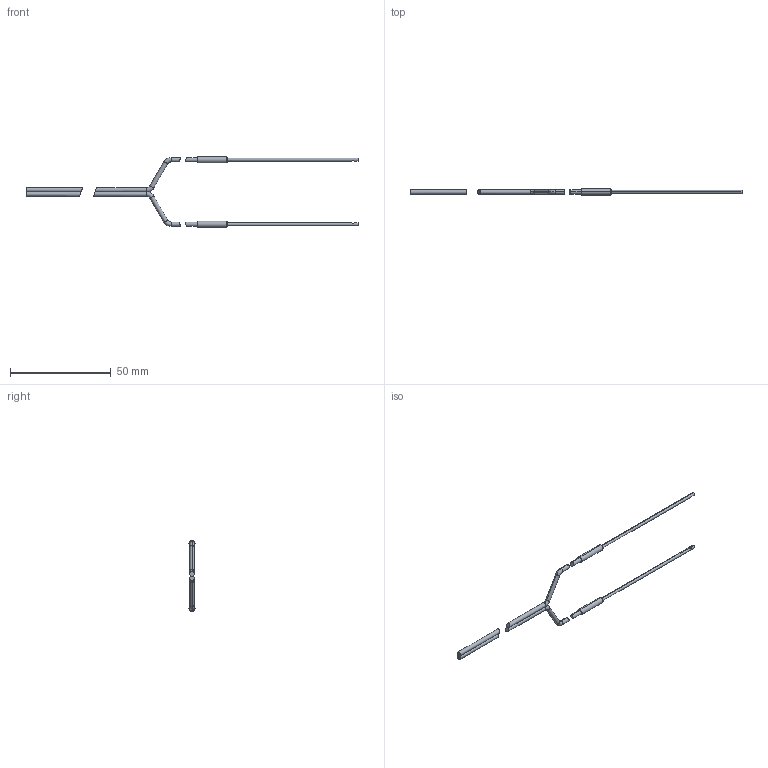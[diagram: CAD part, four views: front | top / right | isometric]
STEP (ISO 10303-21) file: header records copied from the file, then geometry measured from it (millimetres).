
FILE_DESCRIPTION (( 'STEP AP214' ), '1' );
FILE_NAME ('OPT2067.STEP', '2016-02-24T14:37:09', ( '' ), ( '' ), 'SwSTEP 2.0', 'SolidWorks 2014', '' );
FILE_SCHEMA (( 'AUTOMOTIVE_DESIGN' ));
Length unit declared in the file: inch
Products named in the file (5): OPT2067; 1; 2; 3; 4
Assembly tree (4 placements, depth 2):
  OPT2067
    1
    2
    3
    4
Bounding box: 165.18 x 3 x 35.1 mm (x, y, z)
Volume: 1071.3 mm3; surface area: 2031.6 mm2
Topology: 4 solids, 4 shells, 60 faces, 125 edges, 77 vertices
Faces by surface type: cylinder 27, plane 21, torus 8, cone 4
Entity records: 1837 total; most frequent: CARTESIAN_POINT 377, DIRECTION 281, ORIENTED_EDGE 250, EDGE_CURVE 125, AXIS2_PLACEMENT_3D 117, VERTEX_POINT 77, EDGE_LOOP 64, FACE_OUTER_BOUND 60
